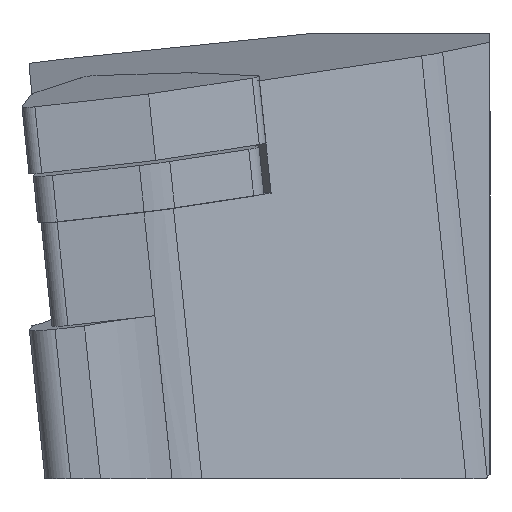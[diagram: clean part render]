
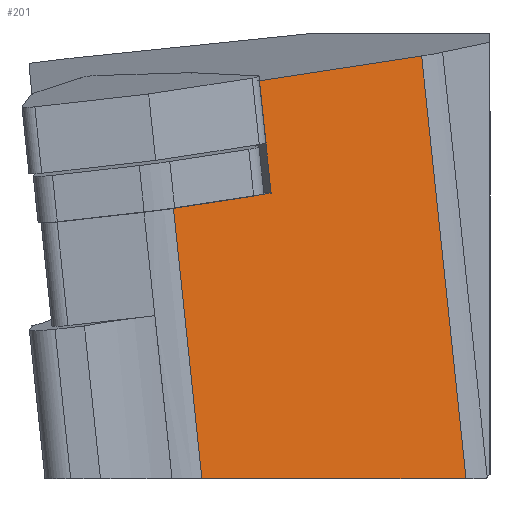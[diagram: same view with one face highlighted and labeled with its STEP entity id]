
A CAD part, left-side view. The second image highlights one B-rep face of the part: STEP entity #201.
In plain terms, the highlighted planar face has unit normal (-0.906, -0.42, -0.051).
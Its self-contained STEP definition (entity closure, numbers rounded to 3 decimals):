
#201=ADVANCED_FACE('',(#332),#274,.F.);
#274=PLANE('',#1490);
#332=FACE_OUTER_BOUND('',#408,.T.);
#408=EDGE_LOOP('',(#554,#555,#556,#557,#558,#559,#560));
#554=ORIENTED_EDGE('',*,*,#996,.F.);
#555=ORIENTED_EDGE('',*,*,#1040,.F.);
#556=ORIENTED_EDGE('',*,*,#1039,.F.);
#557=ORIENTED_EDGE('',*,*,#1041,.F.);
#558=ORIENTED_EDGE('',*,*,#1042,.T.);
#559=ORIENTED_EDGE('',*,*,#1014,.F.);
#560=ORIENTED_EDGE('',*,*,#989,.T.);
#868=VERTEX_POINT('',#1991);
#869=VERTEX_POINT('',#1993);
#873=VERTEX_POINT('',#2004);
#887=VERTEX_POINT('',#2043);
#903=VERTEX_POINT('',#2086);
#905=VERTEX_POINT('',#2090);
#906=VERTEX_POINT('',#2095);
#989=EDGE_CURVE('',#869,#868,#1181,.T.);
#996=EDGE_CURVE('',#873,#868,#1187,.T.);
#1014=EDGE_CURVE('',#869,#887,#1202,.T.);
#1039=EDGE_CURVE('',#905,#903,#1220,.T.);
#1040=EDGE_CURVE('',#903,#873,#1221,.T.);
#1041=EDGE_CURVE('',#906,#905,#1222,.T.);
#1042=EDGE_CURVE('',#906,#887,#1223,.T.);
#1181=LINE('',#1992,#1330);
#1187=LINE('',#2005,#1336);
#1202=LINE('',#2042,#1351);
#1220=LINE('',#2091,#1369);
#1221=LINE('',#2093,#1370);
#1222=LINE('',#2094,#1371);
#1223=LINE('',#2096,#1372);
#1330=VECTOR('',#1600,1.);
#1336=VECTOR('',#1610,1.);
#1351=VECTOR('',#1643,1.);
#1369=VECTOR('',#1685,1.);
#1370=VECTOR('',#1688,1.);
#1371=VECTOR('',#1689,1.);
#1372=VECTOR('',#1690,1.);
#1490=AXIS2_PLACEMENT_3D('',#2097,#1691,#1692);
#1600=DIRECTION('',(0.105,-0.104,-0.989));
#1610=DIRECTION('',(0.41,-0.901,0.138));
#1643=DIRECTION('',(0.41,-0.901,0.138));
#1685=DIRECTION('',(-0.105,0.104,0.989));
#1688=DIRECTION('',(0.41,-0.901,0.138));
#1689=DIRECTION('',(-0.421,0.907,0.));
#1690=DIRECTION('',(-0.105,0.104,0.989));
#1691=DIRECTION('',(0.906,0.42,0.052));
#1692=DIRECTION('',(0.421,-0.907,0.));
#1991=CARTESIAN_POINT('',(5.235,14.732,-5.766));
#1992=CARTESIAN_POINT('',(4.19,15.771,4.125));
#1993=CARTESIAN_POINT('',(4.436,15.526,1.79));
#2004=CARTESIAN_POINT('',(4.935,15.391,-5.867));
#2005=CARTESIAN_POINT('',(5.648,13.824,-5.627));
#2042=CARTESIAN_POINT('',(1.443,22.1,0.783));
#2043=CARTESIAN_POINT('',(9.41,4.604,3.464));
#2086=CARTESIAN_POINT('',(2.241,21.306,-6.774));
#2090=CARTESIAN_POINT('',(4.167,19.391,-25.));
#2091=CARTESIAN_POINT('',(5.045,18.518,-33.301));
#2093=CARTESIAN_POINT('',(5.648,13.824,-5.627));
#2094=CARTESIAN_POINT('',(4.656,18.338,-25.));
#2095=CARTESIAN_POINT('',(12.418,1.613,-25.));
#2096=CARTESIAN_POINT('',(13.012,1.022,-30.62));
#2097=CARTESIAN_POINT('',(5.045,18.518,-33.301));
